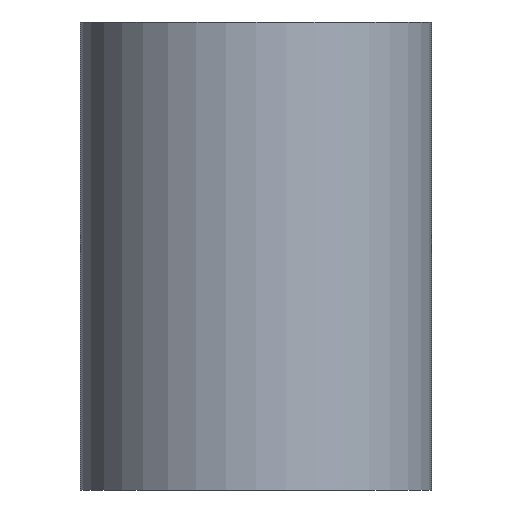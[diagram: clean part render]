
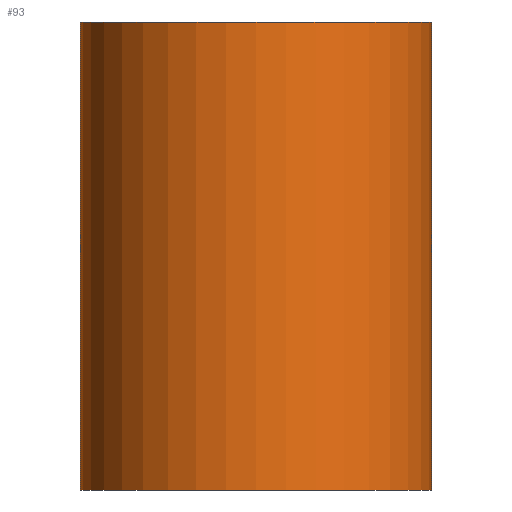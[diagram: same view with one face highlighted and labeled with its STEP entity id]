
A CAD part, front view. The second image highlights one B-rep face of the part: STEP entity #93.
In plain terms, the highlighted cylindrical face has radius 7.5 mm (diameter 15 mm), a full revolution.
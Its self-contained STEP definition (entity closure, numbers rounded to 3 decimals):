
#93=ADVANCED_FACE('',(#418,#420),#422,.T.);
#418=FACE_OUTER_BOUND('',#419,.T.);
#419=EDGE_LOOP('',(#743));
#420=FACE_OUTER_BOUND('',#421,.T.);
#421=EDGE_LOOP('',(#744));
#422=CYLINDRICAL_SURFACE('',#423,7.5);
#423=AXIS2_PLACEMENT_3D('',#424,#425,#426);
#424=CARTESIAN_POINT('',(0.,0.,0.));
#425=DIRECTION('',(0.,0.,1.));
#426=DIRECTION('',(1.,0.,0.));
#743=ORIENTED_EDGE('',*,*,#915,.F.);
#744=ORIENTED_EDGE('',*,*,#778,.T.);
#778=EDGE_CURVE('',#928,#928,#929,.T.);
#915=EDGE_CURVE('',#1158,#1158,#1159,.T.);
#928=VERTEX_POINT('',#1178);
#929=CIRCLE('',#1179,7.5);
#1158=VERTEX_POINT('',#1713);
#1159=CIRCLE('',#1714,7.5);
#1178=CARTESIAN_POINT('',(7.5,0.,0.));
#1179=AXIS2_PLACEMENT_3D('',#1180,#1181,#1182);
#1180=CARTESIAN_POINT('',(0.,0.,0.));
#1181=DIRECTION('',(0.,0.,1.));
#1182=DIRECTION('',(1.,0.,0.));
#1713=CARTESIAN_POINT('',(7.5,0.,20.));
#1714=AXIS2_PLACEMENT_3D('',#1715,#1716,#1717);
#1715=CARTESIAN_POINT('',(0.,0.,20.));
#1716=DIRECTION('',(0.,0.,1.));
#1717=DIRECTION('',(1.,0.,0.));
